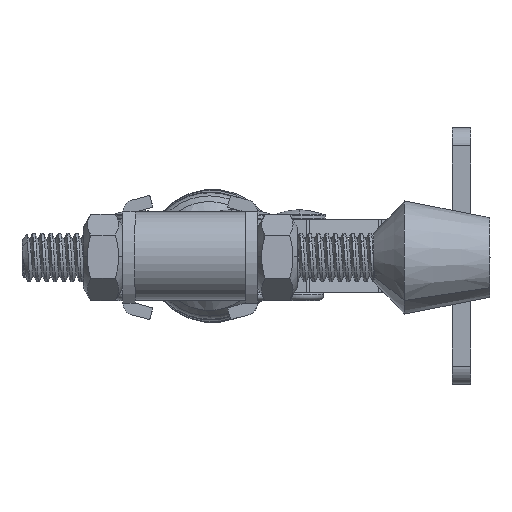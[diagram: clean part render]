
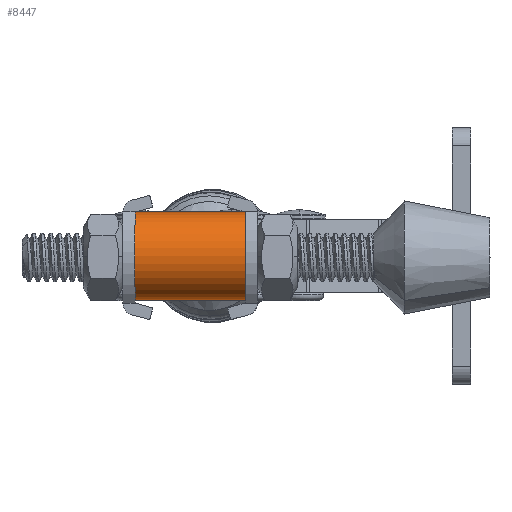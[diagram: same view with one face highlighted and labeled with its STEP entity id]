
A CAD part, left-side view. The second image highlights one B-rep face of the part: STEP entity #8447.
In plain terms, the highlighted cylindrical face has radius 7.2 mm (diameter 14.4 mm), a partial arc.
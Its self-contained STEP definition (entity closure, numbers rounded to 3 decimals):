
#8445 = EDGE_LOOP ( 'NONE', ( #8446, #8464, #8465, #8467 ) ) ;
#8446 = ORIENTED_EDGE ( 'NONE', *, *, #8448, .F. ) ;
#8447 = ADVANCED_FACE ( 'NONE', ( #25127 ), #25166, .T. ) ;
#8448 = EDGE_CURVE ( 'NONE', #10396, #34621, #25157, .T. ) ;
#8464 = ORIENTED_EDGE ( 'NONE', *, *, #10382, .F. ) ;
#8465 = ORIENTED_EDGE ( 'NONE', *, *, #8466, .F. ) ;
#8466 = EDGE_CURVE ( 'NONE', #34630, #10400, #25228, .T. ) ;
#8467 = ORIENTED_EDGE ( 'NONE', *, *, #34627, .T. ) ;
#10382 = EDGE_CURVE ( 'NONE', #10400, #10396, #16362, .T. ) ;
#10396 = VERTEX_POINT ( 'NONE', #16451 ) ;
#10400 = VERTEX_POINT ( 'NONE', #16431 ) ;
#16359 = DIRECTION ( 'NONE',  ( 0., -1., 0. ) ) ;
#16360 = VECTOR ( 'NONE', #16359, 1000. ) ;
#16361 = CARTESIAN_POINT ( 'NONE',  ( 0., 32., 7.2 ) ) ;
#16362 = LINE ( 'NONE', #16361, #16360 ) ;
#16431 = CARTESIAN_POINT ( 'NONE',  ( 0., 25.25, 7.2 ) ) ;
#16451 = CARTESIAN_POINT ( 'NONE',  ( 0., 7.25, 7.2 ) ) ;
#25125 = CARTESIAN_POINT ( 'NONE',  ( 0., 32., 0. ) ) ;
#25126 = AXIS2_PLACEMENT_3D ( 'NONE', #25125, #25156, #25155 ) ;
#25127 = FACE_OUTER_BOUND ( 'NONE', #8445, .T. ) ;
#25155 = DIRECTION ( 'NONE',  ( 0., 0., -1. ) ) ;
#25156 = DIRECTION ( 'NONE',  ( 0., -1., 0. ) ) ;
#25157 = CIRCLE ( 'NONE', #25161, 7.2 ) ;
#25158 = DIRECTION ( 'NONE',  ( 0., 0., -1. ) ) ;
#25159 = DIRECTION ( 'NONE',  ( 0., -1., 0. ) ) ;
#25160 = CARTESIAN_POINT ( 'NONE',  ( 0., 7.25, 0. ) ) ;
#25161 = AXIS2_PLACEMENT_3D ( 'NONE', #25160, #25159, #25158 ) ;
#25166 = CYLINDRICAL_SURFACE ( 'NONE', #25126, 7.2 ) ;
#25224 = DIRECTION ( 'NONE',  ( 0., 0., 1. ) ) ;
#25225 = DIRECTION ( 'NONE',  ( 0., 1., 0. ) ) ;
#25226 = CARTESIAN_POINT ( 'NONE',  ( 0., 25.25, 0. ) ) ;
#25227 = AXIS2_PLACEMENT_3D ( 'NONE', #25226, #25225, #25224 ) ;
#25228 = CIRCLE ( 'NONE', #25227, 7.2 ) ;
#28400 = CARTESIAN_POINT ( 'NONE',  ( 0., 7.25, -7.2 ) ) ;
#28463 = CARTESIAN_POINT ( 'NONE',  ( 0., 25.25, -7.2 ) ) ;
#28464 = DIRECTION ( 'NONE',  ( 0., -1., 0. ) ) ;
#28465 = VECTOR ( 'NONE', #28464, 1000. ) ;
#28466 = CARTESIAN_POINT ( 'NONE',  ( 0., 32., -7.2 ) ) ;
#28467 = LINE ( 'NONE', #28466, #28465 ) ;
#34621 = VERTEX_POINT ( 'NONE', #28400 ) ;
#34627 = EDGE_CURVE ( 'NONE', #34630, #34621, #28467, .T. ) ;
#34630 = VERTEX_POINT ( 'NONE', #28463 ) ;
